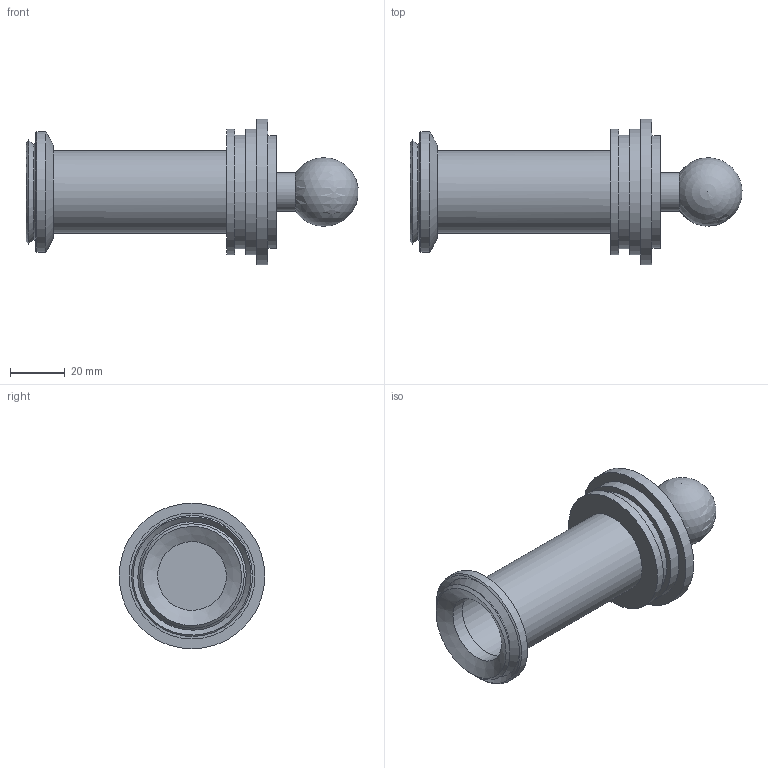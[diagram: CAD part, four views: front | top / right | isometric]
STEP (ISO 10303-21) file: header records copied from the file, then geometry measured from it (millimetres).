
FILE_DESCRIPTION((''),'2;1');
FILE_NAME('60302025X300.stp','2010-10-29T10:49:56',('Creator'),(''),'Autodesk Inventor 2010','Autodesk Inventor 2010','');
FILE_SCHEMA(('AUTOMOTIVE_DESIGN { 1 0 10303 214 1 1 1 1 }'));
Length unit declared in the file: millimetre
Products named in the file (1): 60302025X300
Bounding box: 120.75 x 53 x 53 mm (x, y, z)
Volume: 52543.3 mm3; surface area: 25623.8 mm2
Topology: 1 solids, 2 shells, 37 faces, 65 edges, 40 vertices
Faces by surface type: cylinder 14, plane 12, cone 10, sphere 1
Full cylindrical faces by diameter (mm): 4.917 x1, 6.5 x1, 6.647 x1, 14 x1, 25 x1, 26 x1, 27 x1, 30 x1, 41 x1, 41.4 x1, 44 x1, 45.8 x2, 53 x1
Entity records: 772 total; most frequent: DIRECTION 146, CARTESIAN_POINT 108, AXIS2_PLACEMENT_3D 73, ORIENTED_EDGE 70, EDGE_LOOP 70, FACE_OUTER_BOUND 37, ADVANCED_FACE 37, VERTEX_POINT 35
